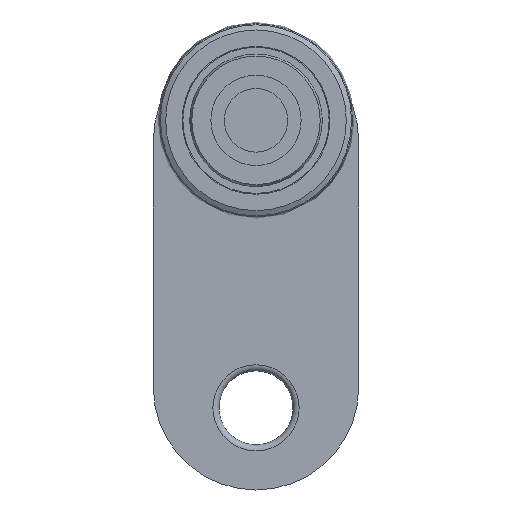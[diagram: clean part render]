
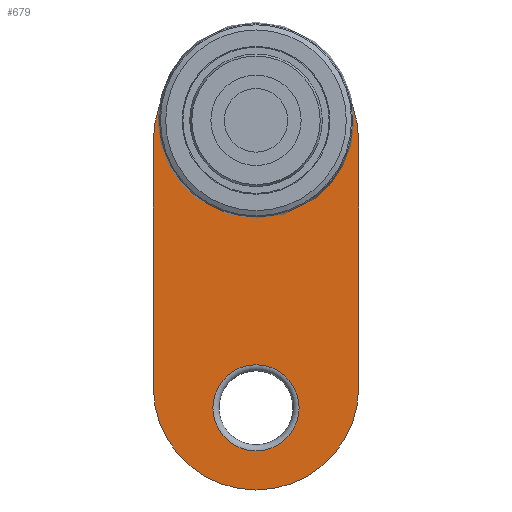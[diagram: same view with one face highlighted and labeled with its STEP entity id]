
A CAD part, front view. The second image highlights one B-rep face of the part: STEP entity #679.
In plain terms, the highlighted face is planar.
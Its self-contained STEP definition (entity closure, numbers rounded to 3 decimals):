
#679=ADVANCED_FACE('NONE',(#1051,#1052,#1053),#1054,.T.);
#1051=FACE_OUTER_BOUND('',#1382,.T.);
#1052=FACE_BOUND('',#1383,.T.);
#1053=FACE_BOUND('',#1384,.T.);
#1054=PLANE('',#1385);
#1382=EDGE_LOOP('',(#1748,#1749,#1750,#1751));
#1383=EDGE_LOOP('',(#1752));
#1384=EDGE_LOOP('',(#1753));
#1385=AXIS2_PLACEMENT_3D('',#1754,#1755,#1756);
#1748=ORIENTED_EDGE('',*,*,#2198,.T.);
#1749=ORIENTED_EDGE('',*,*,#2192,.T.);
#1750=ORIENTED_EDGE('',*,*,#2199,.T.);
#1751=ORIENTED_EDGE('',*,*,#2200,.T.);
#1752=ORIENTED_EDGE('',*,*,#2164,.T.);
#1753=ORIENTED_EDGE('',*,*,#2201,.F.);
#1754=CARTESIAN_POINT('',(0.,-5.,5.));
#1755=DIRECTION('',(0.,0.,1.));
#1756=DIRECTION('',(1.,0.,0.));
#2164=EDGE_CURVE('NONE',#2326,#2326,#2327,.T.);
#2192=EDGE_CURVE('NONE',#2374,#2372,#2375,.T.);
#2198=EDGE_CURVE('NONE',#2383,#2374,#2384,.T.);
#2199=EDGE_CURVE('NONE',#2372,#2385,#2386,.T.);
#2200=EDGE_CURVE('NONE',#2385,#2383,#2387,.T.);
#2201=EDGE_CURVE('NONE',#2388,#2388,#2389,.T.);
#2326=VERTEX_POINT('',#2563);
#2327=CIRCLE('',#2564,10.5);
#2372=VERTEX_POINT('NONE',#2610);
#2374=VERTEX_POINT('NONE',#2613);
#2375=LINE('',#2614,#2615);
#2383=VERTEX_POINT('NONE',#2624);
#2384=CIRCLE('',#2625,25.);
#2385=VERTEX_POINT('NONE',#2626);
#2386=CIRCLE('',#2627,25.);
#2387=LINE('',#2628,#2629);
#2388=VERTEX_POINT('',#2630);
#2389=CIRCLE('',#2631,6.1);
#2563=CARTESIAN_POINT('',(10.5,-70.,5.));
#2564=AXIS2_PLACEMENT_3D('',#2808,#2809,#2810);
#2610=CARTESIAN_POINT('',(-25.,-65.,5.));
#2613=CARTESIAN_POINT('',(-25.,-5.,5.));
#2614=CARTESIAN_POINT('',(-25.,-5.,5.));
#2615=VECTOR('',#2861,1.);
#2624=CARTESIAN_POINT('',(25.,-5.,5.));
#2625=AXIS2_PLACEMENT_3D('',#2869,#2870,#2871);
#2626=CARTESIAN_POINT('',(25.,-65.,5.));
#2627=AXIS2_PLACEMENT_3D('',#2872,#2873,#2874);
#2628=CARTESIAN_POINT('',(25.,-5.,5.));
#2629=VECTOR('',#2875,1.);
#2630=CARTESIAN_POINT('',(6.1,0.,5.));
#2631=AXIS2_PLACEMENT_3D('',#2876,#2877,#2878);
#2808=CARTESIAN_POINT('',(0.,-70.,5.));
#2809=DIRECTION('',(0.,0.,-1.));
#2810=DIRECTION('',(1.,0.,0.));
#2861=DIRECTION('',(0.,-1.,0.));
#2869=CARTESIAN_POINT('',(0.,-5.,5.));
#2870=DIRECTION('',(0.,0.,1.));
#2871=DIRECTION('',(1.,0.,0.));
#2872=CARTESIAN_POINT('',(0.,-65.,5.));
#2873=DIRECTION('',(0.,0.,1.));
#2874=DIRECTION('',(1.,0.,0.));
#2875=DIRECTION('',(0.,1.,0.));
#2876=CARTESIAN_POINT('',(0.,0.,5.));
#2877=DIRECTION('',(0.,0.,1.));
#2878=DIRECTION('',(1.,0.,0.));
